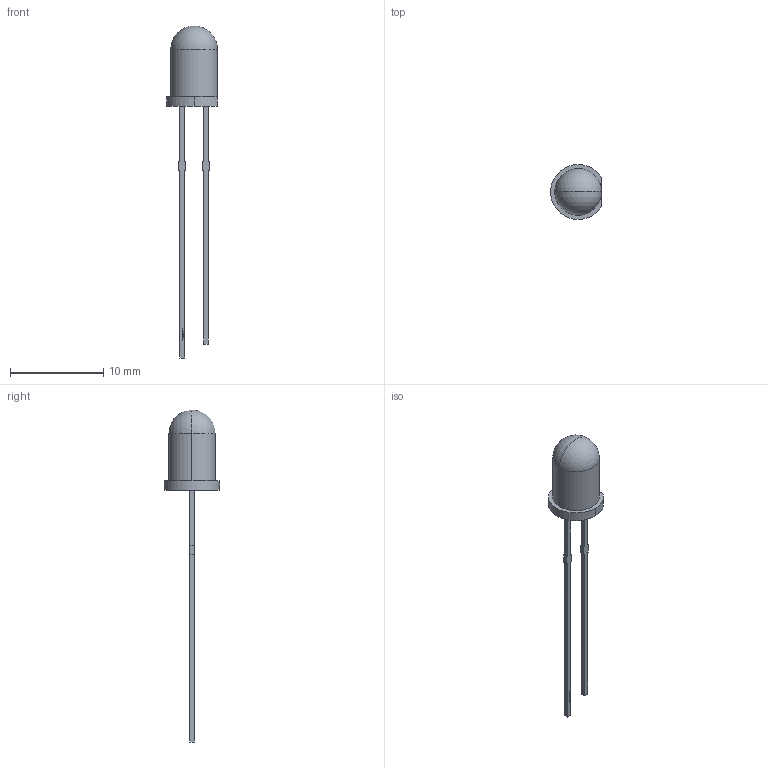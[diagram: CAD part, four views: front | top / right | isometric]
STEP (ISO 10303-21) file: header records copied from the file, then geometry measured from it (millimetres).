
FILE_DESCRIPTION(('FreeCAD Model'),'2;1');
FILE_NAME('WP7113.step', '2017-01-18T14:12:25',('kicad StepUp'),('ksu MCAD'), 'Open CASCADE STEP processor 6.8','FreeCAD','Unknown');
FILE_SCHEMA(('AUTOMOTIVE_DESIGN_CC2 { 1 2 10303 214 -1 1 5 4 }'));
Length unit declared in the file: millimetre
Products named in the file (1): WP7113
Bounding box: 5.45 x 5.9 x 35.6 mm (x, y, z)
Volume: 172.6 mm3; surface area: 277.1 mm2
Topology: 1 solids, 1 shells, 319 faces, 862 edges, 573 vertices
Faces by surface type: plane 196, bspline 116, cylinder 5, sphere 2
Entity records: 17625 total; most frequent: CARTESIAN_POINT 8141, ORIENTED_EDGE 1720, DIRECTION 1050, EDGE_CURVE 860, LINE 614, VECTOR 614, VERTEX_POINT 573, FACE_BOUND 350
